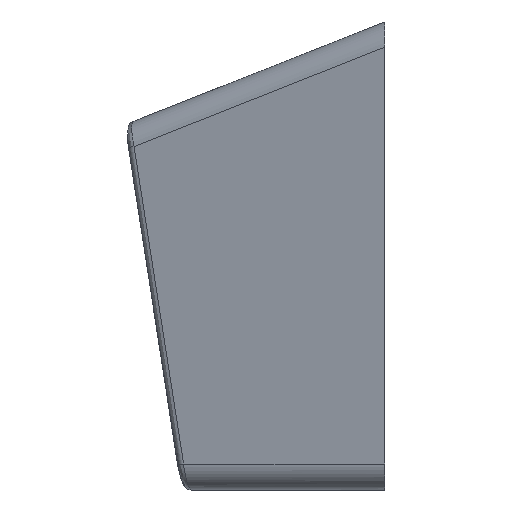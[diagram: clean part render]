
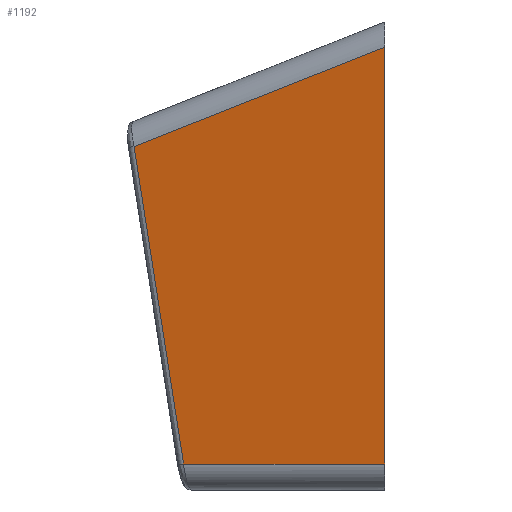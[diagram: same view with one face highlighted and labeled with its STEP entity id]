
A CAD part, left-side view. The second image highlights one B-rep face of the part: STEP entity #1192.
In plain terms, the highlighted planar face has unit normal (-0.964, 0.267, 0).
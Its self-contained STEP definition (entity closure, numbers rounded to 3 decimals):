
#114=FACE_OUTER_BOUND('',#188,.T.);
#188=EDGE_LOOP('',(#1035,#1036,#1037,#1038));
#293=LINE('',#2938,#394);
#294=LINE('',#2946,#395);
#295=LINE('',#2947,#396);
#394=VECTOR('',#1498,10.);
#395=VECTOR('',#1501,10.);
#396=VECTOR('',#1502,10.);
#453=B_SPLINE_CURVE_WITH_KNOTS('',3,(#2941,#2942,#2943,#2944),
 .UNSPECIFIED.,.F.,.F.,(4,4),(-1.34,-0.102),
 .UNSPECIFIED.);
#561=VERTEX_POINT('',#2896);
#562=VERTEX_POINT('',#2936);
#563=VERTEX_POINT('',#2940);
#564=VERTEX_POINT('',#2945);
#724=EDGE_CURVE('',#561,#562,#293,.T.);
#725=EDGE_CURVE('',#563,#561,#453,.T.);
#726=EDGE_CURVE('',#564,#563,#294,.T.);
#727=EDGE_CURVE('',#562,#564,#295,.T.);
#1035=ORIENTED_EDGE('',*,*,#724,.F.);
#1036=ORIENTED_EDGE('',*,*,#725,.F.);
#1037=ORIENTED_EDGE('',*,*,#726,.F.);
#1038=ORIENTED_EDGE('',*,*,#727,.F.);
#1131=PLANE('',#1275);
#1192=ADVANCED_FACE('',(#114),#1131,.F.);
#1275=AXIS2_PLACEMENT_3D('',#2939,#1499,#1500);
#1498=DIRECTION('',(-0.25,-0.9,0.357));
#1499=DIRECTION('center_axis',(0.964,-0.267,0.));
#1500=DIRECTION('ref_axis',(0.,0.,-1.));
#1501=DIRECTION('',(0.267,0.964,0.));
#1502=DIRECTION('',(0.,0.,-1.));
#2896=CARTESIAN_POINT('',(-18.279,9.633,4.215));
#2936=CARTESIAN_POINT('',(-20.95,0.,8.03));
#2938=CARTESIAN_POINT('',(-19.731,4.396,6.289));
#2939=CARTESIAN_POINT('Origin',(-20.95,0.,9.));
#2940=CARTESIAN_POINT('',(-18.807,7.729,-8.));
#2941=CARTESIAN_POINT('Ctrl Pts',(-18.807,7.729,-8.));
#2942=CARTESIAN_POINT('Ctrl Pts',(-18.631,8.364,-3.928));
#2943=CARTESIAN_POINT('Ctrl Pts',(-18.455,8.998,0.143));
#2944=CARTESIAN_POINT('Ctrl Pts',(-18.279,9.633,4.215));
#2945=CARTESIAN_POINT('',(-20.95,0.,-8.));
#2946=CARTESIAN_POINT('',(-20.95,0.,-8.));
#2947=CARTESIAN_POINT('',(-20.95,0.,9.));
